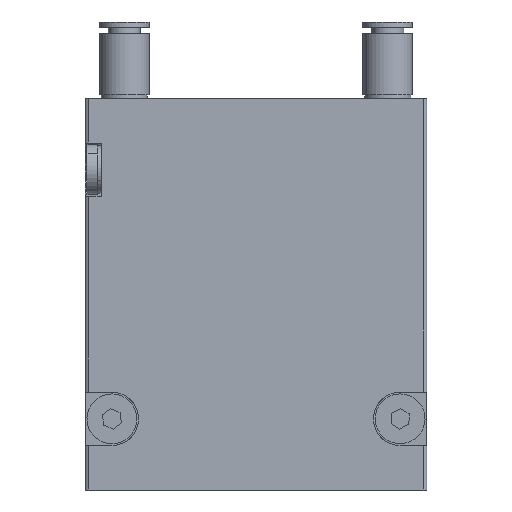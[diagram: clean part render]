
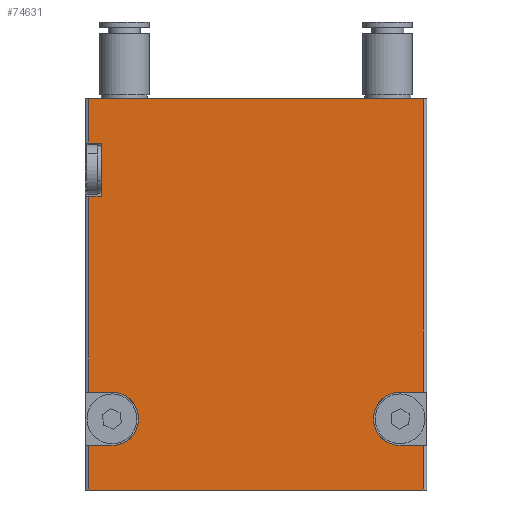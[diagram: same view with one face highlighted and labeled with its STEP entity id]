
A CAD part, left-side view. The second image highlights one B-rep face of the part: STEP entity #74631.
In plain terms, the highlighted planar face has unit normal (-1, 0, 0).
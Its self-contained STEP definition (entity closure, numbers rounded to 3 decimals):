
#1526 = VECTOR ( 'NONE', #62724, 1000. ) ;
#2061 = CARTESIAN_POINT ( 'NONE',  ( -50., 40.5, 27.5 ) ) ;
#2210 = AXIS2_PLACEMENT_3D ( 'NONE', #29428, #49791, #8102 ) ;
#4703 = FACE_OUTER_BOUND ( 'NONE', #28310, .T. ) ;
#5539 = CARTESIAN_POINT ( 'NONE',  ( -50., -47., 12.5 ) ) ;
#6121 = VERTEX_POINT ( 'NONE', #60218 ) ;
#7322 = EDGE_CURVE ( 'NONE', #7985, #71545, #58074, .T. ) ;
#7587 = CARTESIAN_POINT ( 'NONE',  ( -50., 47., 12.5 ) ) ;
#7941 = CARTESIAN_POINT ( 'NONE',  ( -50., 48., 0. ) ) ;
#7985 = VERTEX_POINT ( 'NONE', #19805 ) ;
#8008 = DIRECTION ( 'NONE',  ( 0., 0., 1. ) ) ;
#8102 = DIRECTION ( 'NONE',  ( 0., -1., 0. ) ) ;
#8566 = CARTESIAN_POINT ( 'NONE',  ( -50., -40.5, 27.5 ) ) ;
#9767 = DIRECTION ( 'NONE',  ( 0., 0., -1. ) ) ;
#10506 = VERTEX_POINT ( 'NONE', #22817 ) ;
#10567 = AXIS2_PLACEMENT_3D ( 'NONE', #55760, #40896, #26637 ) ;
#10949 = CIRCLE ( 'NONE', #10567, 7.5 ) ;
#12140 = AXIS2_PLACEMENT_3D ( 'NONE', #55907, #14261, #20685 ) ;
#13244 = CARTESIAN_POINT ( 'NONE',  ( -50., 33., 20. ) ) ;
#14261 = DIRECTION ( 'NONE',  ( 1., 0., 0. ) ) ;
#15862 = VERTEX_POINT ( 'NONE', #13244 ) ;
#16254 = DIRECTION ( 'NONE',  ( 0., 0., 1. ) ) ;
#16604 = LINE ( 'NONE', #86430, #62380 ) ;
#17232 = CARTESIAN_POINT ( 'NONE',  ( -50., 48., 110. ) ) ;
#17708 = EDGE_CURVE ( 'NONE', #26114, #30238, #77202, .T. ) ;
#18289 = VERTEX_POINT ( 'NONE', #82148 ) ;
#19805 = CARTESIAN_POINT ( 'NONE',  ( -50., 47., 0. ) ) ;
#20685 = DIRECTION ( 'NONE',  ( 0., 1., 0. ) ) ;
#21827 = CARTESIAN_POINT ( 'NONE',  ( -50., -47., 110. ) ) ;
#22093 = CARTESIAN_POINT ( 'NONE',  ( -50., -40.5, 12.5 ) ) ;
#22528 = ORIENTED_EDGE ( 'NONE', *, *, #32031, .T. ) ;
#22817 = CARTESIAN_POINT ( 'NONE',  ( -50., 47., 97.5 ) ) ;
#22877 = EDGE_CURVE ( 'NONE', #27715, #43310, #87339, .T. ) ;
#22988 = CARTESIAN_POINT ( 'NONE',  ( -50., -47., 110. ) ) ;
#23004 = EDGE_CURVE ( 'NONE', #57299, #58698, #30941, .T. ) ;
#24488 = EDGE_CURVE ( 'NONE', #43310, #57299, #43730, .T. ) ;
#24797 = VERTEX_POINT ( 'NONE', #53144 ) ;
#25930 = ORIENTED_EDGE ( 'NONE', *, *, #47517, .T. ) ;
#26114 = VERTEX_POINT ( 'NONE', #7587 ) ;
#26637 = DIRECTION ( 'NONE',  ( 0., -1., 0. ) ) ;
#27080 = ORIENTED_EDGE ( 'NONE', *, *, #33728, .F. ) ;
#27412 = LINE ( 'NONE', #87772, #85968 ) ;
#27715 = VERTEX_POINT ( 'NONE', #5539 ) ;
#28310 = EDGE_LOOP ( 'NONE', ( #70222, #80510, #68119, #37947, #42428, #27080, #69121, #75730, #72168, #25930, #48574, #73748, #68264, #76731, #48309, #22528, #52982 ) ) ;
#29428 = CARTESIAN_POINT ( 'NONE',  ( -50., 40.5, 20. ) ) ;
#30238 = VERTEX_POINT ( 'NONE', #46744 ) ;
#30533 = DIRECTION ( 'NONE',  ( 0., 1., 0. ) ) ;
#30941 = LINE ( 'NONE', #8566, #77616 ) ;
#31485 = EDGE_CURVE ( 'NONE', #56350, #24797, #55081, .T. ) ;
#32031 = EDGE_CURVE ( 'NONE', #58698, #84295, #66741, .T. ) ;
#32932 = LINE ( 'NONE', #2061, #54710 ) ;
#33728 = EDGE_CURVE ( 'NONE', #64634, #18289, #32932, .T. ) ;
#35354 = DIRECTION ( 'NONE',  ( 0., -1., 0. ) ) ;
#35577 = VECTOR ( 'NONE', #42731, 1000. ) ;
#35608 = EDGE_CURVE ( 'NONE', #30238, #15862, #10949, .T. ) ;
#36621 = CARTESIAN_POINT ( 'NONE',  ( -50., 48., 110. ) ) ;
#36924 = EDGE_CURVE ( 'NONE', #64005, #10506, #82021, .T. ) ;
#37323 = DIRECTION ( 'NONE',  ( 0., 0., -1. ) ) ;
#37796 = CIRCLE ( 'NONE', #2210, 7.5 ) ;
#37913 = EDGE_CURVE ( 'NONE', #56350, #6121, #27412, .T. ) ;
#37947 = ORIENTED_EDGE ( 'NONE', *, *, #37913, .T. ) ;
#38509 = VECTOR ( 'NONE', #16254, 1000. ) ;
#39251 = CARTESIAN_POINT ( 'NONE',  ( -50., 43.5, 97.5 ) ) ;
#39801 = DIRECTION ( 'NONE',  ( 0., 0., -1. ) ) ;
#40896 = DIRECTION ( 'NONE',  ( -1., 0., 0. ) ) ;
#42310 = CARTESIAN_POINT ( 'NONE',  ( -50., 47., 110. ) ) ;
#42428 = ORIENTED_EDGE ( 'NONE', *, *, #87938, .T. ) ;
#42731 = DIRECTION ( 'NONE',  ( 0., 0., 1. ) ) ;
#43310 = VERTEX_POINT ( 'NONE', #22093 ) ;
#43529 = EDGE_CURVE ( 'NONE', #64005, #84295, #68067, .T. ) ;
#43730 = CIRCLE ( 'NONE', #12140, 7.5 ) ;
#43767 = DIRECTION ( 'NONE',  ( 0., -1., 0. ) ) ;
#46744 = CARTESIAN_POINT ( 'NONE',  ( -50., 40.5, 12.5 ) ) ;
#47517 = EDGE_CURVE ( 'NONE', #26114, #7985, #84720, .T. ) ;
#48309 = ORIENTED_EDGE ( 'NONE', *, *, #23004, .T. ) ;
#48574 = ORIENTED_EDGE ( 'NONE', *, *, #7322, .T. ) ;
#48913 = DIRECTION ( 'NONE',  ( 0., -1., 0. ) ) ;
#49791 = DIRECTION ( 'NONE',  ( -1., 0., 0. ) ) ;
#52982 = ORIENTED_EDGE ( 'NONE', *, *, #43529, .F. ) ;
#53144 = CARTESIAN_POINT ( 'NONE',  ( -50., 43.5, 97.5 ) ) ;
#53573 = AXIS2_PLACEMENT_3D ( 'NONE', #36621, #58121, #30533 ) ;
#53717 = EDGE_CURVE ( 'NONE', #24797, #10506, #59080, .T. ) ;
#54710 = VECTOR ( 'NONE', #64614, 1000. ) ;
#55081 = LINE ( 'NONE', #70438, #35577 ) ;
#55760 = CARTESIAN_POINT ( 'NONE',  ( -50., 40.5, 20. ) ) ;
#55907 = CARTESIAN_POINT ( 'NONE',  ( -50., -40.5, 20. ) ) ;
#56205 = VECTOR ( 'NONE', #86744, 1000. ) ;
#56350 = VERTEX_POINT ( 'NONE', #78869 ) ;
#56556 = VECTOR ( 'NONE', #39801, 1000. ) ;
#57299 = VERTEX_POINT ( 'NONE', #79017 ) ;
#58074 = LINE ( 'NONE', #7941, #78725 ) ;
#58121 = DIRECTION ( 'NONE',  ( 1., 0., 0. ) ) ;
#58698 = VERTEX_POINT ( 'NONE', #60749 ) ;
#59080 = LINE ( 'NONE', #39251, #81922 ) ;
#59172 = VECTOR ( 'NONE', #8008, 1000. ) ;
#60218 = CARTESIAN_POINT ( 'NONE',  ( -50., 47., 82.5 ) ) ;
#60481 = DIRECTION ( 'NONE',  ( 0., 1., 0. ) ) ;
#60749 = CARTESIAN_POINT ( 'NONE',  ( -50., -47., 27.5 ) ) ;
#62380 = VECTOR ( 'NONE', #37323, 1000. ) ;
#62724 = DIRECTION ( 'NONE',  ( 0., 1., 0. ) ) ;
#64005 = VERTEX_POINT ( 'NONE', #42310 ) ;
#64614 = DIRECTION ( 'NONE',  ( 0., 1., 0. ) ) ;
#64634 = VERTEX_POINT ( 'NONE', #80425 ) ;
#66741 = LINE ( 'NONE', #22988, #38509 ) ;
#68044 = EDGE_CURVE ( 'NONE', #15862, #64634, #37796, .T. ) ;
#68067 = LINE ( 'NONE', #17232, #56205 ) ;
#68119 = ORIENTED_EDGE ( 'NONE', *, *, #31485, .F. ) ;
#68264 = ORIENTED_EDGE ( 'NONE', *, *, #22877, .T. ) ;
#68627 = EDGE_CURVE ( 'NONE', #71545, #27715, #72256, .T. ) ;
#69121 = ORIENTED_EDGE ( 'NONE', *, *, #68044, .F. ) ;
#69614 = CARTESIAN_POINT ( 'NONE',  ( -50., 40.5, 12.5 ) ) ;
#70222 = ORIENTED_EDGE ( 'NONE', *, *, #36924, .T. ) ;
#70355 = CARTESIAN_POINT ( 'NONE',  ( -50., -47., 110. ) ) ;
#70438 = CARTESIAN_POINT ( 'NONE',  ( -50., 43.5, 97.5 ) ) ;
#71148 = VECTOR ( 'NONE', #9767, 1000. ) ;
#71545 = VERTEX_POINT ( 'NONE', #89120 ) ;
#72128 = PLANE ( 'NONE',  #53573 ) ;
#72168 = ORIENTED_EDGE ( 'NONE', *, *, #17708, .F. ) ;
#72256 = LINE ( 'NONE', #70355, #59172 ) ;
#73748 = ORIENTED_EDGE ( 'NONE', *, *, #68627, .T. ) ;
#74415 = CARTESIAN_POINT ( 'NONE',  ( -50., 47., 110. ) ) ;
#74631 = ADVANCED_FACE ( 'NONE', ( #4703 ), #72128, .F. ) ;
#75730 = ORIENTED_EDGE ( 'NONE', *, *, #35608, .F. ) ;
#76731 = ORIENTED_EDGE ( 'NONE', *, *, #24488, .T. ) ;
#77202 = LINE ( 'NONE', #69614, #79392 ) ;
#77616 = VECTOR ( 'NONE', #35354, 1000. ) ;
#78725 = VECTOR ( 'NONE', #43767, 1000. ) ;
#78869 = CARTESIAN_POINT ( 'NONE',  ( -50., 43.5, 82.5 ) ) ;
#79017 = CARTESIAN_POINT ( 'NONE',  ( -50., -40.5, 27.5 ) ) ;
#79392 = VECTOR ( 'NONE', #48913, 1000. ) ;
#80244 = DIRECTION ( 'NONE',  ( 0., 1., 0. ) ) ;
#80425 = CARTESIAN_POINT ( 'NONE',  ( -50., 40.5, 27.5 ) ) ;
#80510 = ORIENTED_EDGE ( 'NONE', *, *, #53717, .F. ) ;
#81922 = VECTOR ( 'NONE', #60481, 1000. ) ;
#82021 = LINE ( 'NONE', #85994, #71148 ) ;
#82148 = CARTESIAN_POINT ( 'NONE',  ( -50., 47., 27.5 ) ) ;
#83310 = CARTESIAN_POINT ( 'NONE',  ( -50., -40.5, 12.5 ) ) ;
#84295 = VERTEX_POINT ( 'NONE', #21827 ) ;
#84720 = LINE ( 'NONE', #74415, #56556 ) ;
#85968 = VECTOR ( 'NONE', #80244, 1000. ) ;
#85994 = CARTESIAN_POINT ( 'NONE',  ( -50., 47., 110. ) ) ;
#86430 = CARTESIAN_POINT ( 'NONE',  ( -50., 47., 110. ) ) ;
#86744 = DIRECTION ( 'NONE',  ( 0., -1., 0. ) ) ;
#87339 = LINE ( 'NONE', #83310, #1526 ) ;
#87772 = CARTESIAN_POINT ( 'NONE',  ( -50., 43.5, 82.5 ) ) ;
#87938 = EDGE_CURVE ( 'NONE', #6121, #18289, #16604, .T. ) ;
#89120 = CARTESIAN_POINT ( 'NONE',  ( -50., -47., 0. ) ) ;
